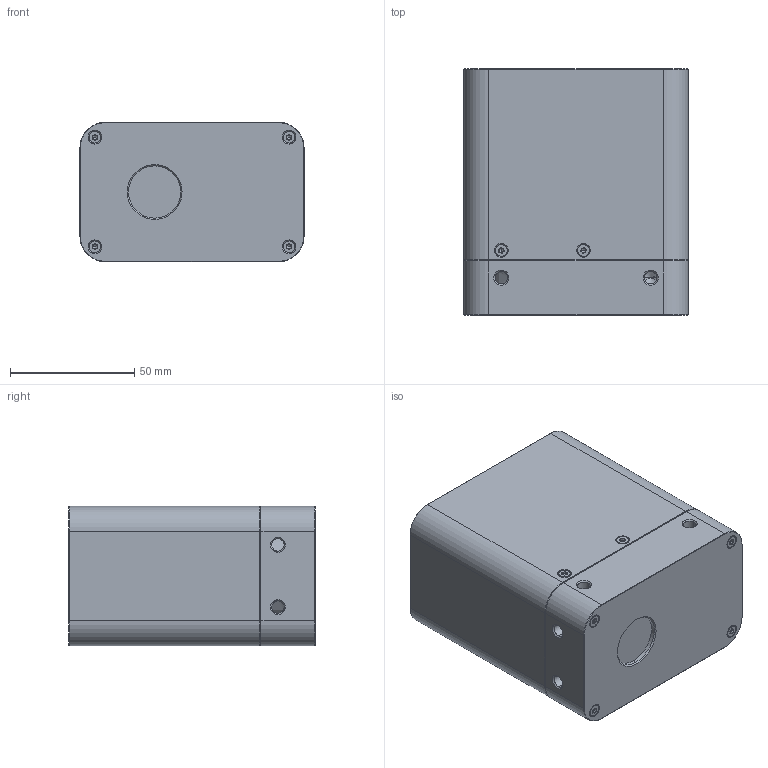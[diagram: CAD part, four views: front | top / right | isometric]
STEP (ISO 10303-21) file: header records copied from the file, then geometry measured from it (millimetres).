
FILE_DESCRIPTION (( 'STEP AP203' ), '1' );
FILE_NAME ('PXPM-021_01.STEP', '2019-08-27T11:31:31', ( '' ), ( '' ), 'SwSTEP 2.0', 'SolidWorks 2019', '' );
FILE_SCHEMA (( 'CONFIG_CONTROL_DESIGN' ));
Length unit declared in the file: millimetre
Products named in the file (1): PXPM-021_01
Bounding box: 90 x 99 x 56 mm (x, y, z)
Volume: 486230.6 mm3; surface area: 39123.4 mm2
Topology: 1 solids, 1 shells, 290 faces, 741 edges, 452 vertices
Faces by surface type: cylinder 170, cone 80, plane 40
Entity records: 9432 total; most frequent: CARTESIAN_POINT 2530, ORIENTED_EDGE 1434, DIRECTION 1427, EDGE_CURVE 717, AXIS2_PLACEMENT_3D 563, VERTEX_POINT 452, EDGE_LOOP 317, VECTOR 301
